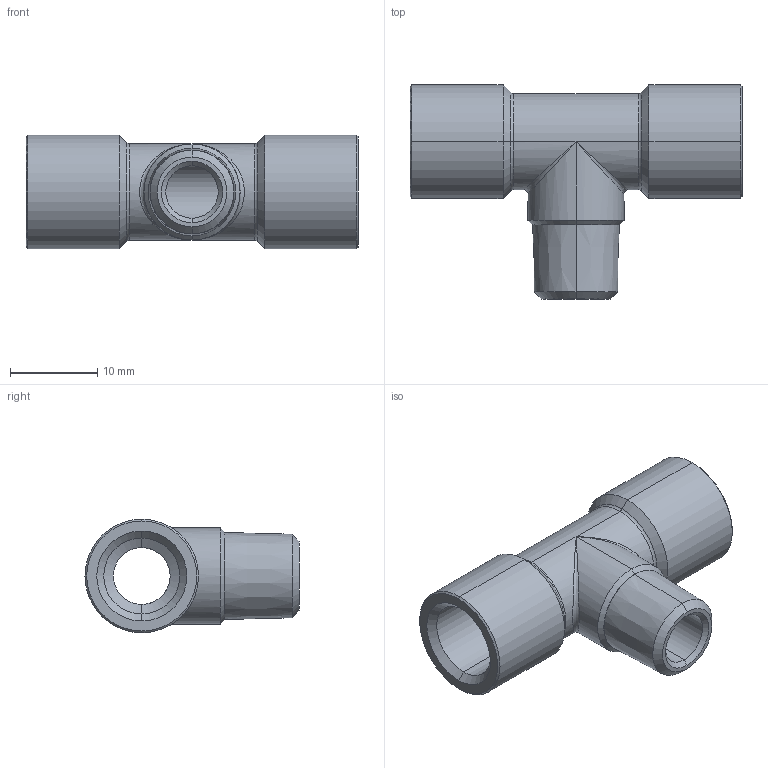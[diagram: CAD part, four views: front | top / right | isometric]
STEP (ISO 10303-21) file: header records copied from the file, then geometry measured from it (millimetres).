
FILE_DESCRIPTION (( 'STEP AP203' ), '1' );
FILE_NAME ('X5140001.STEP', '2011-10-25T08:20:45', ( 'SP' ), ( 'sopra-pneumatic' ), 'SwSTEP 2.0', 'SolidWorks 2011', '' );
FILE_SCHEMA (( 'CONFIG_CONTROL_DESIGN' ));
Length unit declared in the file: millimetre
Products named in the file (1): X5140001
Bounding box: 38 x 24.5 x 13 mm (x, y, z)
Volume: 3278.3 mm3; surface area: 3180.3 mm2
Topology: 1 solids, 1 shells, 51 faces, 106 edges, 54 vertices
Faces by surface type: cone 24, cylinder 17, torus 4, plane 4, bspline 2
Entity records: 1615 total; most frequent: CARTESIAN_POINT 468, DIRECTION 250, ORIENTED_EDGE 204, AXIS2_PLACEMENT_3D 104, EDGE_CURVE 102, EDGE_LOOP 56, VERTEX_POINT 54, CIRCLE 54
